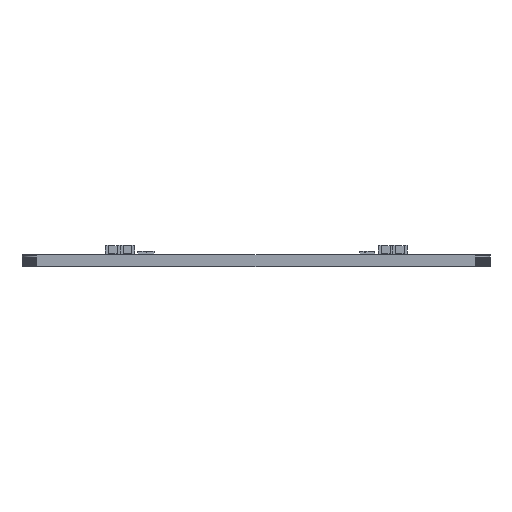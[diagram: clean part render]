
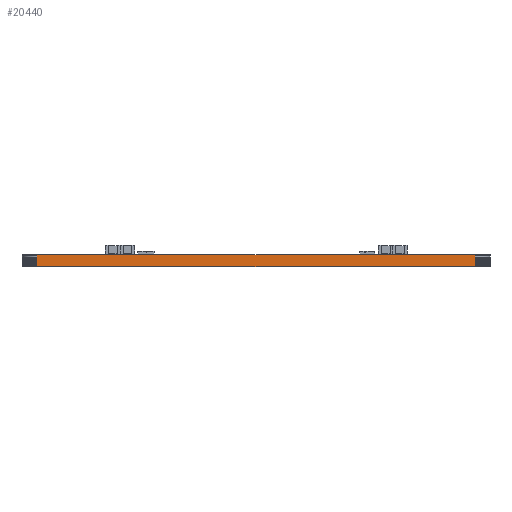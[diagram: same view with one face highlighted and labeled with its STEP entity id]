
A CAD part, front view. The second image highlights one B-rep face of the part: STEP entity #20440.
In plain terms, the highlighted planar face has unit normal (0, -1, 0).
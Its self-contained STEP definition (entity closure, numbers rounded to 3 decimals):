
#4096 = PLANE('',#4097);
#4097 = AXIS2_PLACEMENT_3D('',#4098,#4099,#4100);
#4098 = CARTESIAN_POINT('',(210.918,-102.893,1.6));
#4099 = DIRECTION('',(-0.,-0.,-1.));
#4100 = DIRECTION('',(-1.,0.,0.));
#4150 = PLANE('',#4151);
#4151 = AXIS2_PLACEMENT_3D('',#4152,#4153,#4154);
#4152 = CARTESIAN_POINT('',(210.918,-102.893,0.));
#4153 = DIRECTION('',(-0.,-0.,-1.));
#4154 = DIRECTION('',(-1.,0.,0.));
#6023 = VERTEX_POINT('',#6024);
#6024 = CARTESIAN_POINT('',(240.918,-145.893,0.));
#6038 = PLANE('',#6039);
#6039 = AXIS2_PLACEMENT_3D('',#6040,#6041,#6042);
#6040 = CARTESIAN_POINT('',(241.021,-145.891,0.));
#6041 = DIRECTION('',(0.025,-1.,0.));
#6042 = DIRECTION('',(-1.,-0.025,0.));
#6050 = EDGE_CURVE('',#6023,#6051,#6053,.T.);
#6051 = VERTEX_POINT('',#6052);
#6052 = CARTESIAN_POINT('',(180.918,-145.893,0.));
#6053 = SURFACE_CURVE('',#6054,(#6058,#6065),.PCURVE_S1.);
#6054 = LINE('',#6055,#6056);
#6055 = CARTESIAN_POINT('',(240.918,-145.893,0.));
#6056 = VECTOR('',#6057,1.);
#6057 = DIRECTION('',(-1.,0.,0.));
#6058 = PCURVE('',#4150,#6059);
#6059 = DEFINITIONAL_REPRESENTATION('',(#6060),#6064);
#6060 = LINE('',#6061,#6062);
#6061 = CARTESIAN_POINT('',(-30.,-43.));
#6062 = VECTOR('',#6063,1.);
#6063 = DIRECTION('',(1.,0.));
#6064 = ( GEOMETRIC_REPRESENTATION_CONTEXT(2) 
PARAMETRIC_REPRESENTATION_CONTEXT() REPRESENTATION_CONTEXT('2D SPACE',''
  ) );
#6065 = PCURVE('',#6066,#6071);
#6066 = PLANE('',#6067);
#6067 = AXIS2_PLACEMENT_3D('',#6068,#6069,#6070);
#6068 = CARTESIAN_POINT('',(240.918,-145.893,0.));
#6069 = DIRECTION('',(0.,-1.,0.));
#6070 = DIRECTION('',(-1.,0.,0.));
#6071 = DEFINITIONAL_REPRESENTATION('',(#6072),#6076);
#6072 = LINE('',#6073,#6074);
#6073 = CARTESIAN_POINT('',(0.,-0.));
#6074 = VECTOR('',#6075,1.);
#6075 = DIRECTION('',(1.,0.));
#6076 = ( GEOMETRIC_REPRESENTATION_CONTEXT(2) 
PARAMETRIC_REPRESENTATION_CONTEXT() REPRESENTATION_CONTEXT('2D SPACE',''
  ) );
#6094 = PLANE('',#6095);
#6095 = AXIS2_PLACEMENT_3D('',#6096,#6097,#6098);
#6096 = CARTESIAN_POINT('',(180.918,-145.893,0.));
#6097 = DIRECTION('',(-0.025,-1.,0.));
#6098 = DIRECTION('',(-1.,0.025,0.));
#12654 = VERTEX_POINT('',#12655);
#12655 = CARTESIAN_POINT('',(240.918,-145.893,1.6));
#12676 = EDGE_CURVE('',#12654,#12677,#12679,.T.);
#12677 = VERTEX_POINT('',#12678);
#12678 = CARTESIAN_POINT('',(180.918,-145.893,1.6));
#12679 = SURFACE_CURVE('',#12680,(#12684,#12691),.PCURVE_S1.);
#12680 = LINE('',#12681,#12682);
#12681 = CARTESIAN_POINT('',(240.918,-145.893,1.6));
#12682 = VECTOR('',#12683,1.);
#12683 = DIRECTION('',(-1.,0.,0.));
#12684 = PCURVE('',#4096,#12685);
#12685 = DEFINITIONAL_REPRESENTATION('',(#12686),#12690);
#12686 = LINE('',#12687,#12688);
#12687 = CARTESIAN_POINT('',(-30.,-43.));
#12688 = VECTOR('',#12689,1.);
#12689 = DIRECTION('',(1.,0.));
#12690 = ( GEOMETRIC_REPRESENTATION_CONTEXT(2) 
PARAMETRIC_REPRESENTATION_CONTEXT() REPRESENTATION_CONTEXT('2D SPACE',''
  ) );
#12691 = PCURVE('',#6066,#12692);
#12692 = DEFINITIONAL_REPRESENTATION('',(#12693),#12697);
#12693 = LINE('',#12694,#12695);
#12694 = CARTESIAN_POINT('',(0.,-1.6));
#12695 = VECTOR('',#12696,1.);
#12696 = DIRECTION('',(1.,0.));
#12697 = ( GEOMETRIC_REPRESENTATION_CONTEXT(2) 
PARAMETRIC_REPRESENTATION_CONTEXT() REPRESENTATION_CONTEXT('2D SPACE',''
  ) );
#20392 = EDGE_CURVE('',#6023,#12654,#20393,.T.);
#20393 = SURFACE_CURVE('',#20394,(#20398,#20405),.PCURVE_S1.);
#20394 = LINE('',#20395,#20396);
#20395 = CARTESIAN_POINT('',(240.918,-145.893,0.));
#20396 = VECTOR('',#20397,1.);
#20397 = DIRECTION('',(0.,0.,1.));
#20398 = PCURVE('',#6038,#20399);
#20399 = DEFINITIONAL_REPRESENTATION('',(#20400),#20404);
#20400 = LINE('',#20401,#20402);
#20401 = CARTESIAN_POINT('',(0.103,0.));
#20402 = VECTOR('',#20403,1.);
#20403 = DIRECTION('',(0.,-1.));
#20404 = ( GEOMETRIC_REPRESENTATION_CONTEXT(2) 
PARAMETRIC_REPRESENTATION_CONTEXT() REPRESENTATION_CONTEXT('2D SPACE',''
  ) );
#20405 = PCURVE('',#6066,#20406);
#20406 = DEFINITIONAL_REPRESENTATION('',(#20407),#20411);
#20407 = LINE('',#20408,#20409);
#20408 = CARTESIAN_POINT('',(0.,-0.));
#20409 = VECTOR('',#20410,1.);
#20410 = DIRECTION('',(0.,-1.));
#20411 = ( GEOMETRIC_REPRESENTATION_CONTEXT(2) 
PARAMETRIC_REPRESENTATION_CONTEXT() REPRESENTATION_CONTEXT('2D SPACE',''
  ) );
#20440 = ADVANCED_FACE('',(#20441),#6066,.T.);
#20441 = FACE_BOUND('',#20442,.T.);
#20442 = EDGE_LOOP('',(#20443,#20444,#20445,#20466));
#20443 = ORIENTED_EDGE('',*,*,#20392,.T.);
#20444 = ORIENTED_EDGE('',*,*,#12676,.T.);
#20445 = ORIENTED_EDGE('',*,*,#20446,.F.);
#20446 = EDGE_CURVE('',#6051,#12677,#20447,.T.);
#20447 = SURFACE_CURVE('',#20448,(#20452,#20459),.PCURVE_S1.);
#20448 = LINE('',#20449,#20450);
#20449 = CARTESIAN_POINT('',(180.918,-145.893,0.));
#20450 = VECTOR('',#20451,1.);
#20451 = DIRECTION('',(0.,0.,1.));
#20452 = PCURVE('',#6066,#20453);
#20453 = DEFINITIONAL_REPRESENTATION('',(#20454),#20458);
#20454 = LINE('',#20455,#20456);
#20455 = CARTESIAN_POINT('',(60.,0.));
#20456 = VECTOR('',#20457,1.);
#20457 = DIRECTION('',(0.,-1.));
#20458 = ( GEOMETRIC_REPRESENTATION_CONTEXT(2) 
PARAMETRIC_REPRESENTATION_CONTEXT() REPRESENTATION_CONTEXT('2D SPACE',''
  ) );
#20459 = PCURVE('',#6094,#20460);
#20460 = DEFINITIONAL_REPRESENTATION('',(#20461),#20465);
#20461 = LINE('',#20462,#20463);
#20462 = CARTESIAN_POINT('',(0.,0.));
#20463 = VECTOR('',#20464,1.);
#20464 = DIRECTION('',(0.,-1.));
#20465 = ( GEOMETRIC_REPRESENTATION_CONTEXT(2) 
PARAMETRIC_REPRESENTATION_CONTEXT() REPRESENTATION_CONTEXT('2D SPACE',''
  ) );
#20466 = ORIENTED_EDGE('',*,*,#6050,.F.);
